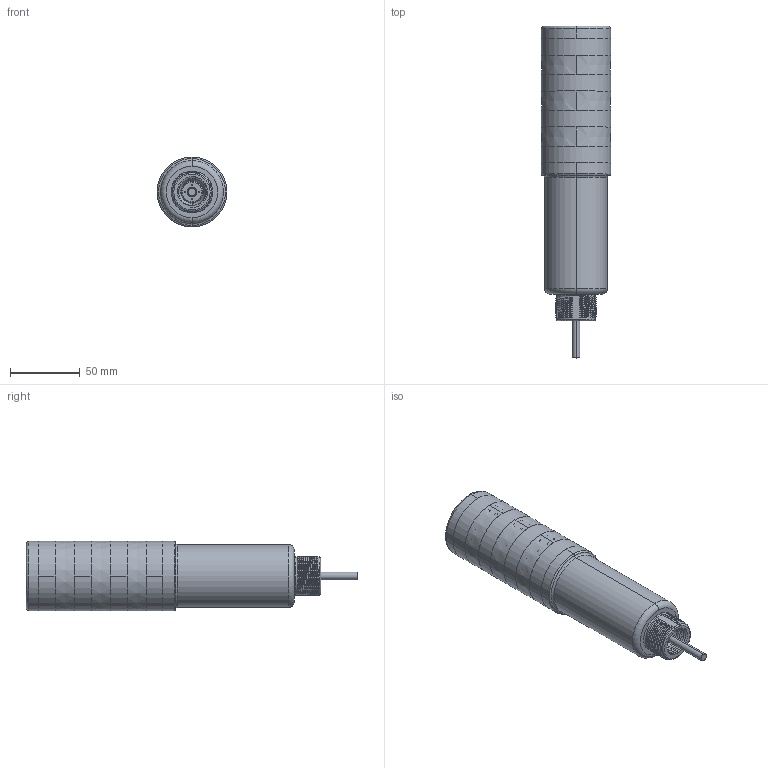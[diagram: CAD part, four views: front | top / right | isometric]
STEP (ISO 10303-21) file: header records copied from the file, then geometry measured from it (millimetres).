
FILE_DESCRIPTION((''),'2;1');
FILE_NAME('168295_ASM','2014-06-26T',('pdmadmin'),(''),'PRO/ENGINEER BY PARAMETRIC TECHNOLOGY CORPORATION, 2013230','PRO/ENGINEER BY PARAMETRIC TECHNOLOGY CORPORATION, 2013230','');
FILE_SCHEMA(('CONFIG_CONTROL_DESIGN'));
Products named in the file (8): 163979; 62676; 62677; CABLE_215; 158231_WEB; 158948; 158946; 168295_ASM
Assembly tree (12 placements, depth 2):
  168295_ASM
    163979
    62676
    62677
    CABLE_215
    158231_WEB  x4
    158948  x3
    158946
Bounding box: 50 x 238 x 50 mm (x, y, z)
Volume: 120017.2 mm3; surface area: 110331.6 mm2
Topology: 12 solids, 12 shells, 1762 faces, 4450 edges, 2821 vertices
Faces by surface type: plane 710, cylinder 424, bspline 272, cone 182, torus 102, sphere 72
Entity records: 81684 total; most frequent: CARTESIAN_POINT 57359, ORIENTED_EDGE 5388, DIRECTION 4570, EDGE_CURVE 2694, AXIS2_PLACEMENT_3D 1812, VERTEX_POINT 1667, EDGE_LOOP 1161, FACE_OUTER_BOUND 1096
